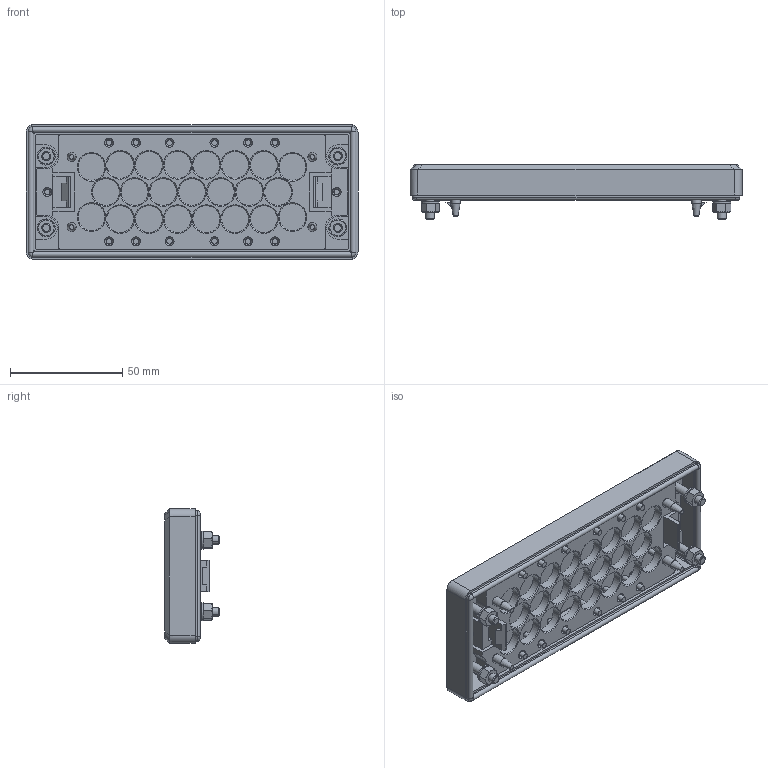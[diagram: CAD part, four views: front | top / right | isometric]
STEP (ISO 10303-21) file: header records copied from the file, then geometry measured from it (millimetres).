
FILE_DESCRIPTION (( 'STEP AP203' ), '1' );
FILE_NAME ('BRM00-1.step', '2022-05-16T15:51:21', ( '' ), ( '' ), 'SwSTEP 2.0', 'SolidWorks 2021', '' );
FILE_SCHEMA (( 'CONFIG_CONTROL_DESIGN' ));
Length unit declared in the file: millimetre
Products named in the file (1): BRM00-1
Bounding box: 148 x 24.2 x 60 mm (x, y, z)
Volume: 64459.9 mm3; surface area: 57077.3 mm2
Topology: 17 solids, 17 shells, 1009 faces, 2358 edges, 1398 vertices
Faces by surface type: cylinder 400, plane 267, cone 230, sphere 64, torus 40, bspline 8
Entity records: 29032 total; most frequent: CARTESIAN_POINT 5535, DIRECTION 5272, ORIENTED_EDGE 4700, EDGE_CURVE 2350, AXIS2_PLACEMENT_3D 2104, VERTEX_POINT 1398, EDGE_LOOP 1132, CIRCLE 1102
